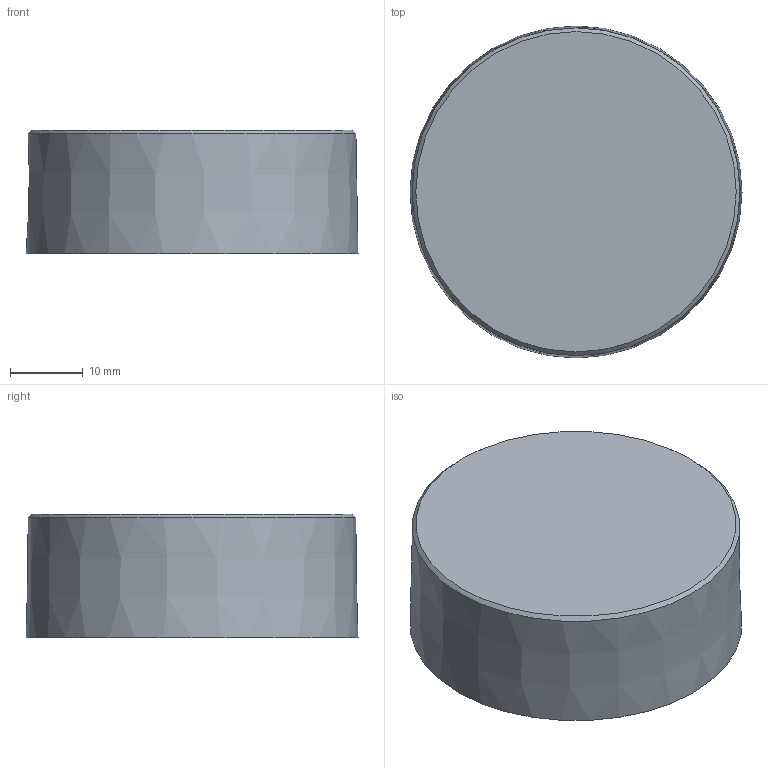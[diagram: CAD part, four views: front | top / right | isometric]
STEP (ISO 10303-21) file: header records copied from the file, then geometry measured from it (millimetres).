
FILE_DESCRIPTION(/* description */ ('Zubehör Objektivabdeckung'),/* implementation_level */ '2;1');
FILE_NAME(/* name */ 'Window-Diffus.stp',/* time_stamp */ '2020-05-06T08:37:34+02:00',/* author */ ('C. Kuhn'),/* organization */ ('di-soric GmbH & Co. KG'),/* preprocessor_version */ 'ST-DEVELOPER v18',/* originating_system */ 'Autodesk Inventor 2020',/* authorisation */ '');
FILE_SCHEMA (('AUTOMOTIVE_DESIGN { 1 0 10303 214 3 1 1 }'));
Length unit declared in the file: millimetre
Products named in the file (5): XXXXXX; 650.0757.219; 600.0552.120; XXX.XXXX.XXX; XXX.XXXX.XXX_1
Assembly tree (4 placements, depth 2):
  XXXXXX
    650.0757.219
    600.0552.120
    XXX.XXXX.XXX
    XXX.XXXX.XXX_1
Bounding box: 45.59 x 45.59 x 17 mm (x, y, z)
Volume: 7467.6 mm3; surface area: 10872.6 mm2
Topology: 4 solids, 4 shells, 36 faces, 78 edges, 53 vertices
Faces by surface type: plane 19, cone 9, cylinder 7, torus 1
Full cylindrical faces by diameter (mm): 10.5 x1, 13.5 x1, 16.5 x1, 41 x1, 43.2 x1
Entity records: 1221 total; most frequent: DIRECTION 202, CARTESIAN_POINT 192, ORIENTED_EDGE 156, AXIS2_PLACEMENT_3D 87, EDGE_CURVE 78, VERTEX_POINT 53, EDGE_LOOP 45, CIRCLE 42
